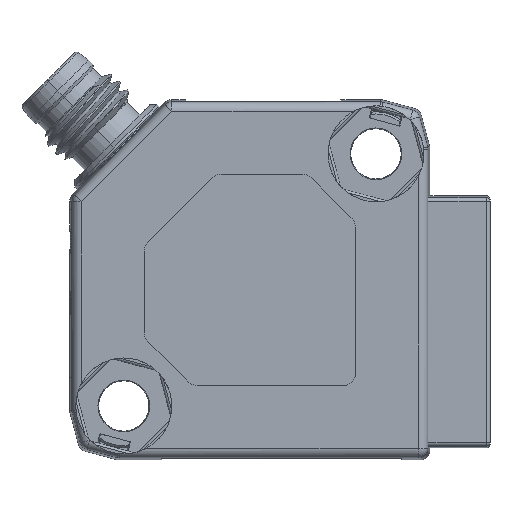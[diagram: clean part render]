
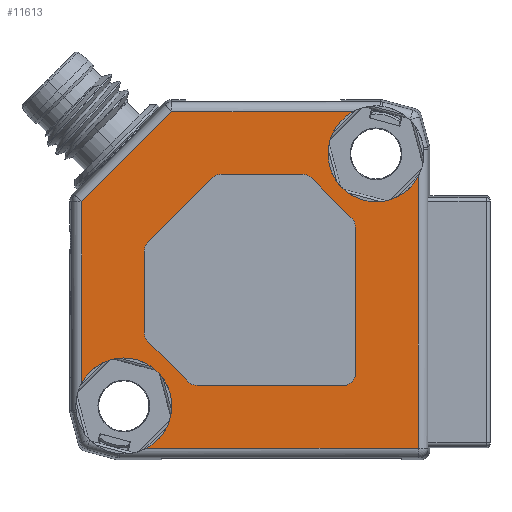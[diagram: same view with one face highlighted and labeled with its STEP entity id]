
A CAD part, front view. The second image highlights one B-rep face of the part: STEP entity #11613.
In plain terms, the highlighted planar face has unit normal (0, -1, 0).
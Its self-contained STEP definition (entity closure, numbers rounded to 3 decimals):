
#8542=DIRECTION('',(-1.,0.,0.));
#8543=VECTOR('',#8542,6.772);
#8544=CARTESIAN_POINT('',(19.386,-8.,12.3));
#8545=LINE('',#8544,#8543);
#8546=DIRECTION('',(-0.707,0.,-0.707));
#8547=VECTOR('',#8546,7.657);
#8548=CARTESIAN_POINT('',(11.907,-8.,12.007));
#8549=LINE('',#8548,#8547);
#8550=DIRECTION('',(0.,0.,-1.));
#8551=VECTOR('',#8550,6.772);
#8552=CARTESIAN_POINT('',(6.2,-8.,5.886));
#8553=LINE('',#8552,#8551);
#8554=DIRECTION('',(0.707,0.,-0.707));
#8555=VECTOR('',#8554,4.828);
#8556=CARTESIAN_POINT('',(6.493,-8.,-1.593));
#8557=LINE('',#8556,#8555);
#8558=DIRECTION('',(1.,0.,0.));
#8559=VECTOR('',#8558,12.186);
#8560=CARTESIAN_POINT('',(10.614,-8.,-5.3));
#8561=LINE('',#8560,#8559);
#8562=DIRECTION('',(0.,0.,1.));
#8563=VECTOR('',#8562,12.186);
#8564=CARTESIAN_POINT('',(23.8,-8.,-4.3));
#8565=LINE('',#8564,#8563);
#8566=DIRECTION('',(-0.707,0.,0.707));
#8567=VECTOR('',#8566,4.828);
#8568=CARTESIAN_POINT('',(23.507,-8.,8.593));
#8569=LINE('',#8568,#8567);
#8583=DIRECTION('',(-1.,0.,0.));
#8584=VECTOR('',#8583,15.106);
#8585=CARTESIAN_POINT('',(23.608,-8.,17.524));
#8586=LINE('',#8585,#8584);
#8587=CARTESIAN_POINT('',(25.5,-8.,14.));
#8588=DIRECTION('',(0.,-1.,0.));
#8589=DIRECTION('',(-0.473,0.,0.881));
#8590=AXIS2_PLACEMENT_3D('',#8587,#8588,#8589);
#8592=CARTESIAN_POINT('',(25.5,-8.,14.));
#8593=DIRECTION('',(0.,-1.,0.));
#8594=DIRECTION('',(0.,0.,-1.));
#8595=AXIS2_PLACEMENT_3D('',#8592,#8593,#8594);
#8597=DIRECTION('',(0.,0.,1.));
#8598=VECTOR('',#8597,22.632);
#8599=CARTESIAN_POINT('',(29.024,-8.,-10.524));
#8600=LINE('',#8599,#8598);
#8601=DIRECTION('',(1.,0.,0.));
#8602=VECTOR('',#8601,22.632);
#8603=CARTESIAN_POINT('',(6.392,-8.,-10.524));
#8604=LINE('',#8603,#8602);
#8605=CARTESIAN_POINT('',(4.5,-8.,-7.));
#8606=DIRECTION('',(0.,-1.,0.));
#8607=DIRECTION('',(0.473,0.,-0.881));
#8608=AXIS2_PLACEMENT_3D('',#8605,#8606,#8607);
#8610=CARTESIAN_POINT('',(4.5,-8.,-7.));
#8611=DIRECTION('',(0.,-1.,0.));
#8612=DIRECTION('',(0.,0.,1.));
#8613=AXIS2_PLACEMENT_3D('',#8610,#8611,#8612);
#8615=DIRECTION('',(0.,0.,-1.));
#8616=VECTOR('',#8615,15.106);
#8617=CARTESIAN_POINT('',(0.976,-8.,9.997));
#8618=LINE('',#8617,#8616);
#8619=DIRECTION('',(-0.707,0.,-0.707));
#8620=VECTOR('',#8619,10.645);
#8621=CARTESIAN_POINT('',(8.503,-8.,17.524));
#8622=LINE('',#8621,#8620);
#8640=CARTESIAN_POINT('',(12.614,-8.,11.3));
#8641=DIRECTION('',(0.,1.,0.));
#8642=DIRECTION('',(-0.707,0.,0.707));
#8643=AXIS2_PLACEMENT_3D('',#8640,#8641,#8642);
#8658=CARTESIAN_POINT('',(7.2,-8.,5.886));
#8659=DIRECTION('',(0.,1.,0.));
#8660=DIRECTION('',(-1.,0.,0.));
#8661=AXIS2_PLACEMENT_3D('',#8658,#8659,#8660);
#8700=CARTESIAN_POINT('',(19.386,-8.,11.3));
#8701=DIRECTION('',(0.,1.,0.));
#8702=DIRECTION('',(0.,0.,1.));
#8703=AXIS2_PLACEMENT_3D('',#8700,#8701,#8702);
#8718=CARTESIAN_POINT('',(22.8,-8.,7.886));
#8719=DIRECTION('',(0.,1.,0.));
#8720=DIRECTION('',(0.707,0.,0.707));
#8721=AXIS2_PLACEMENT_3D('',#8718,#8719,#8720);
#8740=CARTESIAN_POINT('',(22.8,-8.,-4.3));
#8741=DIRECTION('',(0.,1.,0.));
#8742=DIRECTION('',(1.,0.,0.));
#8743=AXIS2_PLACEMENT_3D('',#8740,#8741,#8742);
#8754=CARTESIAN_POINT('',(10.614,-8.,-4.3));
#8755=DIRECTION('',(0.,1.,0.));
#8756=DIRECTION('',(0.,0.,-1.));
#8757=AXIS2_PLACEMENT_3D('',#8754,#8755,#8756);
#8772=CARTESIAN_POINT('',(7.2,-8.,-0.886));
#8773=DIRECTION('',(0.,1.,0.));
#8774=DIRECTION('',(-0.707,0.,-0.707));
#8775=AXIS2_PLACEMENT_3D('',#8772,#8773,#8774);
#9472=CARTESIAN_POINT('',(23.608,-8.,17.524));
#10411=CARTESIAN_POINT('',(6.392,-8.,-10.524));
#10966=CARTESIAN_POINT('',(6.2,-8.,5.886));
#10968=VERTEX_POINT('',#10966);
#10970=CARTESIAN_POINT('',(6.493,-8.,6.593));
#10972=VERTEX_POINT('',#10970);
#10974=CARTESIAN_POINT('',(11.907,-8.,12.007));
#10976=VERTEX_POINT('',#10974);
#10978=CARTESIAN_POINT('',(12.614,-8.,12.3));
#10980=VERTEX_POINT('',#10978);
#10982=CARTESIAN_POINT('',(23.8,-8.,-4.3));
#10984=VERTEX_POINT('',#10982);
#10986=CARTESIAN_POINT('',(22.8,-8.,-5.3));
#10988=VERTEX_POINT('',#10986);
#10998=CARTESIAN_POINT('',(10.614,-8.,-5.3));
#10999=VERTEX_POINT('',#10998);
#11000=CARTESIAN_POINT('',(23.8,-8.,7.886));
#11001=VERTEX_POINT('',#11000);
#11002=CARTESIAN_POINT('',(19.386,-8.,12.3));
#11003=VERTEX_POINT('',#11002);
#11004=CARTESIAN_POINT('',(6.2,-8.,-0.886));
#11005=VERTEX_POINT('',#11004);
#11006=CARTESIAN_POINT('',(20.093,-8.,12.007));
#11007=VERTEX_POINT('',#11006);
#11008=CARTESIAN_POINT('',(23.507,-8.,8.593));
#11009=VERTEX_POINT('',#11008);
#11010=CARTESIAN_POINT('',(9.907,-8.,-5.007));
#11011=VERTEX_POINT('',#11010);
#11012=CARTESIAN_POINT('',(6.493,-8.,-1.593));
#11013=VERTEX_POINT('',#11012);
#11014=CARTESIAN_POINT('',(4.5,-8.,-3.));
#11016=VERTEX_POINT('',#11014);
#11018=CARTESIAN_POINT('',(25.5,-8.,10.));
#11020=VERTEX_POINT('',#11018);
#11472=VERTEX_POINT('',#9472);
#11473=CARTESIAN_POINT('',(8.503,-8.,17.524));
#11474=VERTEX_POINT('',#11473);
#11475=CARTESIAN_POINT('',(0.976,-8.,9.997));
#11476=VERTEX_POINT('',#11475);
#11477=CARTESIAN_POINT('',(0.976,-8.,-5.108));
#11478=VERTEX_POINT('',#11477);
#11489=VERTEX_POINT('',#10411);
#11490=CARTESIAN_POINT('',(29.024,-8.,-10.524));
#11491=VERTEX_POINT('',#11490);
#11492=CARTESIAN_POINT('',(29.024,-8.,12.108));
#11493=VERTEX_POINT('',#11492);
#11558=CARTESIAN_POINT('',(30.,-8.,18.5));
#11559=DIRECTION('',(0.,1.,0.));
#11560=DIRECTION('',(0.,0.,-1.));
#11561=AXIS2_PLACEMENT_3D('',#11558,#11559,#11560);
#11562=PLANE('',#11561);
#11564=ORIENTED_EDGE('',*,*,#11563,.F.);
#11566=ORIENTED_EDGE('',*,*,#11565,.T.);
#11568=ORIENTED_EDGE('',*,*,#11567,.T.);
#11570=ORIENTED_EDGE('',*,*,#11569,.F.);
#11572=ORIENTED_EDGE('',*,*,#11571,.F.);
#11574=ORIENTED_EDGE('',*,*,#11573,.T.);
#11576=ORIENTED_EDGE('',*,*,#11575,.T.);
#11578=ORIENTED_EDGE('',*,*,#11577,.F.);
#11580=ORIENTED_EDGE('',*,*,#11579,.F.);
#11581=EDGE_LOOP('',(#11564,#11566,#11568,#11570,#11572,#11574,#11576,#11578,
#11580));
#11582=FACE_OUTER_BOUND('',#11581,.F.);
#11584=ORIENTED_EDGE('',*,*,#11583,.T.);
#11586=ORIENTED_EDGE('',*,*,#11585,.F.);
#11588=ORIENTED_EDGE('',*,*,#11587,.T.);
#11590=ORIENTED_EDGE('',*,*,#11589,.F.);
#11592=ORIENTED_EDGE('',*,*,#11591,.T.);
#11594=ORIENTED_EDGE('',*,*,#11593,.F.);
#11596=ORIENTED_EDGE('',*,*,#11595,.T.);
#11598=ORIENTED_EDGE('',*,*,#11597,.F.);
#11600=ORIENTED_EDGE('',*,*,#11599,.T.);
#11602=ORIENTED_EDGE('',*,*,#11601,.F.);
#11604=ORIENTED_EDGE('',*,*,#11603,.T.);
#11606=ORIENTED_EDGE('',*,*,#11605,.F.);
#11608=ORIENTED_EDGE('',*,*,#11607,.T.);
#11610=ORIENTED_EDGE('',*,*,#11609,.F.);
#11611=EDGE_LOOP('',(#11584,#11586,#11588,#11590,#11592,#11594,#11596,#11598,
#11600,#11602,#11604,#11606,#11608,#11610));
#11612=FACE_BOUND('',#11611,.F.);
#8591=CIRCLE('',#8590,4.);
#8596=CIRCLE('',#8595,4.);
#8609=CIRCLE('',#8608,4.);
#8614=CIRCLE('',#8613,4.);
#8644=CIRCLE('',#8643,1.);
#8662=CIRCLE('',#8661,1.);
#8704=CIRCLE('',#8703,1.);
#8722=CIRCLE('',#8721,1.);
#8744=CIRCLE('',#8743,1.);
#8758=CIRCLE('',#8757,1.);
#8776=CIRCLE('',#8775,1.);
#11563=EDGE_CURVE('',#11472,#11474,#8586,.T.);
#11565=EDGE_CURVE('',#11472,#11020,#8591,.T.);
#11567=EDGE_CURVE('',#11020,#11493,#8596,.T.);
#11569=EDGE_CURVE('',#11491,#11493,#8600,.T.);
#11571=EDGE_CURVE('',#11489,#11491,#8604,.T.);
#11573=EDGE_CURVE('',#11489,#11016,#8609,.T.);
#11575=EDGE_CURVE('',#11016,#11478,#8614,.T.);
#11577=EDGE_CURVE('',#11476,#11478,#8618,.T.);
#11579=EDGE_CURVE('',#11474,#11476,#8622,.T.);
#11583=EDGE_CURVE('',#11003,#10980,#8545,.T.);
#11585=EDGE_CURVE('',#10976,#10980,#8644,.T.);
#11587=EDGE_CURVE('',#10976,#10972,#8549,.T.);
#11589=EDGE_CURVE('',#10968,#10972,#8662,.T.);
#11591=EDGE_CURVE('',#10968,#11005,#8553,.T.);
#11593=EDGE_CURVE('',#11013,#11005,#8776,.T.);
#11595=EDGE_CURVE('',#11013,#11011,#8557,.T.);
#11597=EDGE_CURVE('',#10999,#11011,#8758,.T.);
#11599=EDGE_CURVE('',#10999,#10988,#8561,.T.);
#11601=EDGE_CURVE('',#10984,#10988,#8744,.T.);
#11603=EDGE_CURVE('',#10984,#11001,#8565,.T.);
#11605=EDGE_CURVE('',#11009,#11001,#8722,.T.);
#11607=EDGE_CURVE('',#11009,#11007,#8569,.T.);
#11609=EDGE_CURVE('',#11003,#11007,#8704,.T.);
#11613=ADVANCED_FACE('',(#11582,#11612),#11562,.F.);
